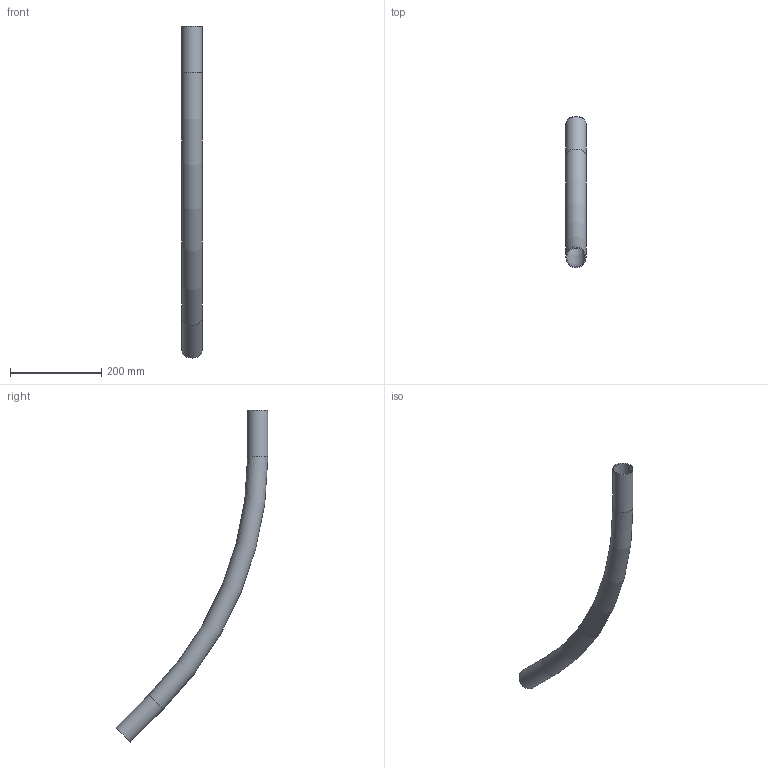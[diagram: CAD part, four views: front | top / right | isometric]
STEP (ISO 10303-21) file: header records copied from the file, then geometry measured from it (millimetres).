
FILE_DESCRIPTION(/* description */ (''),/* implementation_level */ '2;1');
FILE_NAME(/* name */ 'TB16GA1753045.stp',/* time_stamp */ '2023-11-22T11:06:44-05:00',/* author */ ('Admin'),/* organization */ (''),/* preprocessor_version */ 'ST-DEVELOPER v19',/* originating_system */ 'Autodesk Inventor 2023',/* authorisation */ '');
FILE_SCHEMA (('AUTOMOTIVE_DESIGN { 1 0 10303 214 3 1 1 }'));
Length unit declared in the file: inch
Products named in the file (1): TB16GA1753045
Bounding box: 44.45 x 332.97 x 727.97 mm (x, y, z)
Volume: 172691.3 mm3; surface area: 216267.9 mm2
Topology: 1 solids, 1 shells, 8 faces, 18 edges, 12 vertices
Faces by surface type: cylinder 4, torus 2, plane 2
Full cylindrical faces by diameter (mm): 41.25 x2, 44.45 x2
Entity records: 283 total; most frequent: DIRECTION 50, CARTESIAN_POINT 39, ORIENTED_EDGE 36, AXIS2_PLACEMENT_3D 23, EDGE_CURVE 18, CIRCLE 14, VERTEX_POINT 12, EDGE_LOOP 10
